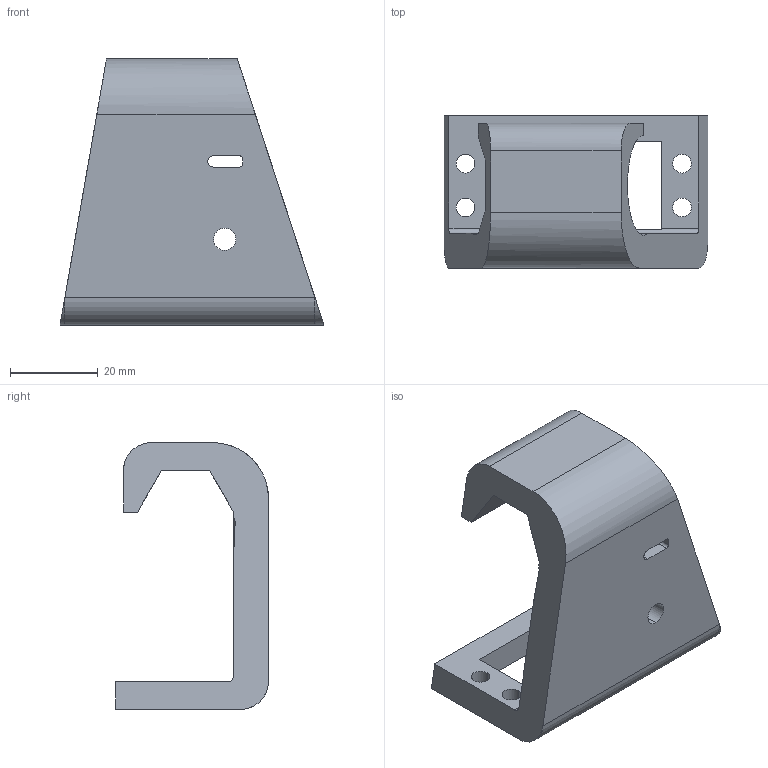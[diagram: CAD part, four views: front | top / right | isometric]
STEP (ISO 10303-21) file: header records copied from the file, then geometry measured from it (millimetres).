
FILE_DESCRIPTION (( 'STEP AP214' ), '1' );
FILE_NAME ('SABV-MNT-04V-3225S Mount, Servo Actuated Ball Valve, Hex Clearance, Mojave Sphinx.STEP', '2024-08-17T20:25:17', ( '' ), ( '' ), 'SwSTEP 2.0', 'SolidWorks 2022', '' );
FILE_SCHEMA (( 'AUTOMOTIVE_DESIGN' ));
Length unit declared in the file: inch
Products named in the file (1): SABV-MNT-04V-3225S Mount, Servo Actuated Ball Valve, Hex Clearance, Mojave Sphinx
Bounding box: 60.33 x 34.92 x 60.95 mm (x, y, z)
Volume: 31243.2 mm3; surface area: 12286.9 mm2
Topology: 1 solids, 1 shells, 68 faces, 199 edges, 127 vertices
Faces by surface type: cylinder 28, plane 27, bspline 10, cone 3
Entity records: 2579 total; most frequent: CARTESIAN_POINT 837, ORIENTED_EDGE 392, DIRECTION 315, EDGE_CURVE 196, VERTEX_POINT 127, VECTOR 109, LINE 109, AXIS2_PLACEMENT_3D 103
